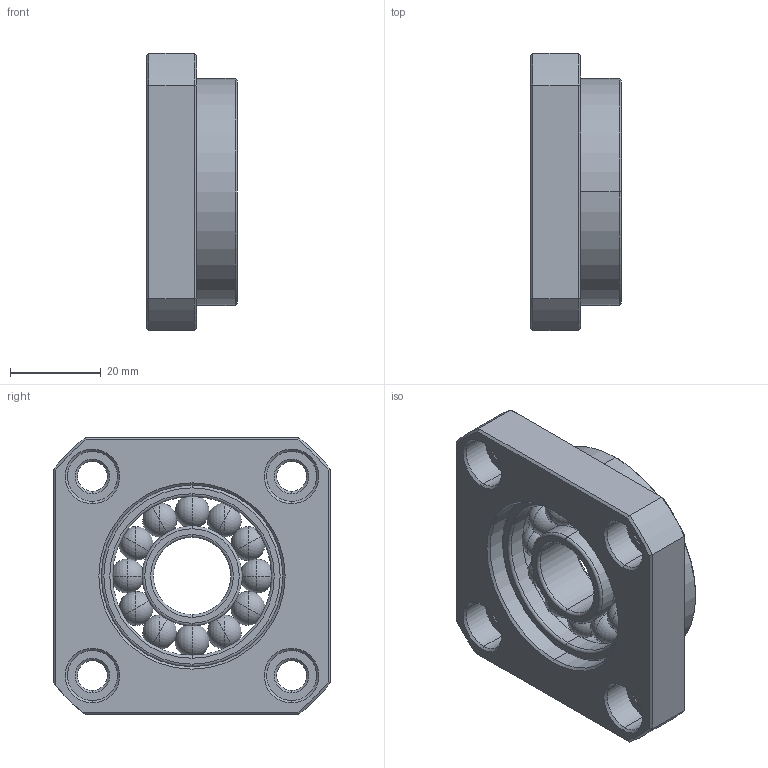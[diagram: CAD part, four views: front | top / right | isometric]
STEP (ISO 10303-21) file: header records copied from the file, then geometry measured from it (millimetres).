
FILE_DESCRIPTION (( 'STEP AP214' ), '1' );
FILE_NAME ('FF17.STEP', '2025-11-07T09:59:47', ( '' ), ( '' ), 'SwSTEP 2.0', 'SolidWorks 2024', '' );
FILE_SCHEMA (( 'AUTOMOTIVE_DESIGN' ));
Length unit declared in the file: millimetre
Products named in the file (1): FF17
Bounding box: 20 x 61 x 61 mm (x, y, z)
Volume: 36940.8 mm3; surface area: 19139.8 mm2
Topology: 15 solids, 15 shells, 431 faces, 1101 edges, 700 vertices
Faces by surface type: plane 187, bspline 105, sphere 44, cone 37, cylinder 36, torus 22
Entity records: 18245 total; most frequent: CARTESIAN_POINT 8662, ORIENTED_EDGE 2066, DIRECTION 1648, EDGE_CURVE 1033, VERTEX_POINT 660, VECTOR 608, LINE 608, AXIS2_PLACEMENT_3D 520
